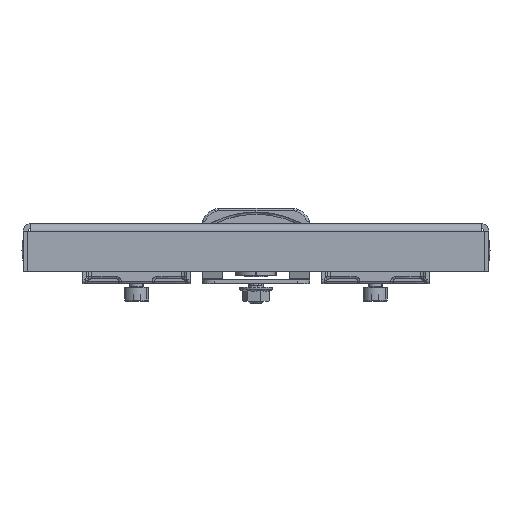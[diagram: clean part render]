
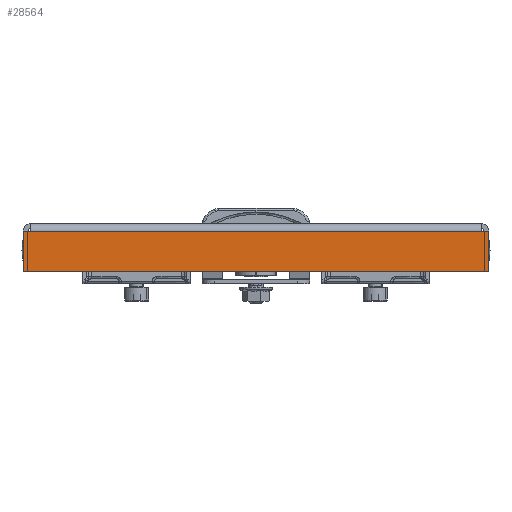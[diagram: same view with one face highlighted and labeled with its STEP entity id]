
A CAD part, left-side view. The second image highlights one B-rep face of the part: STEP entity #28564.
In plain terms, the highlighted planar face has unit normal (-1, 0, 0).
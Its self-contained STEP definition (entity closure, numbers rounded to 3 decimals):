
#835 = EDGE_CURVE ( 'NONE', #24731, #27334, #12437, .T. ) ;
#838 = EDGE_CURVE ( 'NONE', #27799, #24767, #12445, .T. ) ;
#841 = EDGE_CURVE ( 'NONE', #26255, #24767, #12443, .T. ) ;
#845 = EDGE_CURVE ( 'NONE', #24731, #24733, #12459, .T. ) ;
#853 = EDGE_CURVE ( 'NONE', #24733, #26255, #12474, .T. ) ;
#857 = EDGE_CURVE ( 'NONE', #27334, #27799, #12481, .T. ) ;
#7094 = CARTESIAN_POINT ( 'NONE',  ( -297., -94.5, -3. ) ) ;
#7269 = CARTESIAN_POINT ( 'NONE',  ( -297., 0., 0. ) ) ;
#7276 = PLANE ( 'NONE',  #15459 ) ;
#7279 = DIRECTION ( 'NONE',  ( 1., 0., 0. ) ) ;
#7281 = DIRECTION ( 'NONE',  ( 0., 0., -1. ) ) ;
#12437 = LINE ( 'NONE', #28799, #12442 ) ;
#12442 = VECTOR ( 'NONE', #28788, 1000. ) ;
#12443 = LINE ( 'NONE', #28785, #12454 ) ;
#12445 = LINE ( 'NONE', #28777, #12448 ) ;
#12448 = VECTOR ( 'NONE', #28774, 1000. ) ;
#12454 = VECTOR ( 'NONE', #28764, 1000. ) ;
#12459 = LINE ( 'NONE', #28749, #12462 ) ;
#12462 = VECTOR ( 'NONE', #28746, 1000. ) ;
#12474 = LINE ( 'NONE', #28716, #12477 ) ;
#12477 = VECTOR ( 'NONE', #28714, 1000. ) ;
#12481 = LINE ( 'NONE', #28697, #12484 ) ;
#12484 = VECTOR ( 'NONE', #28695, 1000. ) ;
#15459 = AXIS2_PLACEMENT_3D ( 'NONE', #7269, #7279, #7281 ) ;
#21702 = EDGE_LOOP ( 'NONE', ( #26749, #26750, #24491, #24473, #26738, #24479 ) ) ;
#24473 = ORIENTED_EDGE ( 'NONE', *, *, #841, .T. ) ;
#24479 = ORIENTED_EDGE ( 'NONE', *, *, #857, .F. ) ;
#24491 = ORIENTED_EDGE ( 'NONE', *, *, #853, .T. ) ;
#24731 = VERTEX_POINT ( 'NONE', #25840 ) ;
#24733 = VERTEX_POINT ( 'NONE', #25842 ) ;
#24767 = VERTEX_POINT ( 'NONE', #25875 ) ;
#25840 = CARTESIAN_POINT ( 'NONE',  ( -297., 97.5, -3. ) ) ;
#25842 = CARTESIAN_POINT ( 'NONE',  ( -297., 97.5, -20. ) ) ;
#25875 = CARTESIAN_POINT ( 'NONE',  ( -297., -97.5, -3. ) ) ;
#26255 = VERTEX_POINT ( 'NONE', #27609 ) ;
#26738 = ORIENTED_EDGE ( 'NONE', *, *, #838, .F. ) ;
#26749 = ORIENTED_EDGE ( 'NONE', *, *, #835, .F. ) ;
#26750 = ORIENTED_EDGE ( 'NONE', *, *, #845, .T. ) ;
#26844 = FACE_OUTER_BOUND ( 'NONE', #21702, .T. ) ;
#27334 = VERTEX_POINT ( 'NONE', #27662 ) ;
#27609 = CARTESIAN_POINT ( 'NONE',  ( -297., -97.5, -20. ) ) ;
#27662 = CARTESIAN_POINT ( 'NONE',  ( -297., 94.5, -3. ) ) ;
#27799 = VERTEX_POINT ( 'NONE', #7094 ) ;
#28564 = ADVANCED_FACE ( 'NONE', ( #26844 ), #7276, .F. ) ;
#28695 = DIRECTION ( 'NONE',  ( 0., -1., 0. ) ) ;
#28697 = CARTESIAN_POINT ( 'NONE',  ( -297., -97.5, -3. ) ) ;
#28714 = DIRECTION ( 'NONE',  ( 0., -1., 0. ) ) ;
#28716 = CARTESIAN_POINT ( 'NONE',  ( -297., 0., -20. ) ) ;
#28746 = DIRECTION ( 'NONE',  ( 0., 0., -1. ) ) ;
#28749 = CARTESIAN_POINT ( 'NONE',  ( -297., 97.5, 0. ) ) ;
#28764 = DIRECTION ( 'NONE',  ( 0., 0., 1. ) ) ;
#28774 = DIRECTION ( 'NONE',  ( 0., -1., 0. ) ) ;
#28777 = CARTESIAN_POINT ( 'NONE',  ( -297., -97.5, -3. ) ) ;
#28785 = CARTESIAN_POINT ( 'NONE',  ( -297., -97.5, 0. ) ) ;
#28788 = DIRECTION ( 'NONE',  ( 0., -1., 0. ) ) ;
#28799 = CARTESIAN_POINT ( 'NONE',  ( -297., -97.5, -3. ) ) ;
